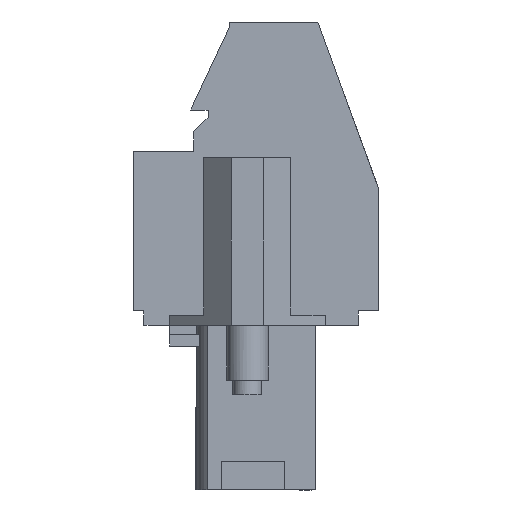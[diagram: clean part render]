
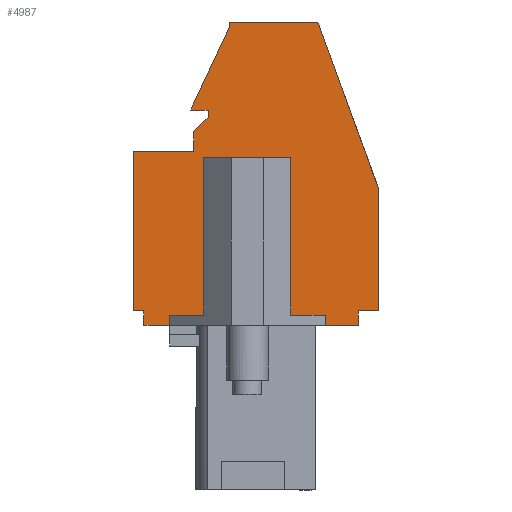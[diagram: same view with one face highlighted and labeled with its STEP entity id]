
A CAD part, left-side view. The second image highlights one B-rep face of the part: STEP entity #4987.
In plain terms, the highlighted planar face has unit normal (-1, 0, 0).
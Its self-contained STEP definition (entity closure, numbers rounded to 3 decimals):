
#1879=AXIS2_PLACEMENT_3D('Plane Axis2P3D',#1876,#1877,#1878) ;
#107=CARTESIAN_POINT('Line Origine',(3.47,1.782,7.95)) ;
#111=CARTESIAN_POINT('Vertex',(3.47,2.58,7.95)) ;
#113=CARTESIAN_POINT('Vertex',(3.47,0.983,7.95)) ;
#148=CARTESIAN_POINT('Vertex',(3.47,10.08,7.95)) ;
#151=CARTESIAN_POINT('Line Origine',(3.47,10.705,7.95)) ;
#155=CARTESIAN_POINT('Vertex',(3.47,11.33,7.95)) ;
#1876=CARTESIAN_POINT('Axis2P3D Location',(3.47,0.,0.)) ;
#4843=CARTESIAN_POINT('Line Origine',(3.47,0.983,8.3)) ;
#4847=CARTESIAN_POINT('Vertex',(3.47,0.983,8.65)) ;
#4850=CARTESIAN_POINT('Line Origine',(3.47,0.492,8.65)) ;
#4854=CARTESIAN_POINT('Vertex',(3.47,0.,8.65)) ;
#4857=CARTESIAN_POINT('Line Origine',(3.47,0.,11.611)) ;
#4861=CARTESIAN_POINT('Vertex',(3.47,0.,14.572)) ;
#4864=CARTESIAN_POINT('Line Origine',(3.47,1.461,18.586)) ;
#4868=CARTESIAN_POINT('Vertex',(3.47,2.922,22.6)) ;
#4871=CARTESIAN_POINT('Line Origine',(3.47,5.052,22.6)) ;
#4875=CARTESIAN_POINT('Vertex',(3.47,7.181,22.6)) ;
#4878=CARTESIAN_POINT('Line Origine',(3.47,7.181,22.5)) ;
#4882=CARTESIAN_POINT('Vertex',(3.47,7.181,22.4)) ;
#4885=CARTESIAN_POINT('Line Origine',(3.47,8.126,20.375)) ;
#4889=CARTESIAN_POINT('Vertex',(3.47,9.07,18.35)) ;
#4892=CARTESIAN_POINT('Line Origine',(3.47,8.65,18.35)) ;
#4896=CARTESIAN_POINT('Vertex',(3.47,8.23,18.35)) ;
#4899=CARTESIAN_POINT('Line Origine',(3.47,8.23,18.175)) ;
#4903=CARTESIAN_POINT('Vertex',(3.47,8.23,18.)) ;
#4906=CARTESIAN_POINT('Line Origine',(3.47,8.58,17.65)) ;
#4910=CARTESIAN_POINT('Vertex',(3.47,8.93,17.3)) ;
#4913=CARTESIAN_POINT('Line Origine',(3.47,8.93,16.825)) ;
#4917=CARTESIAN_POINT('Vertex',(3.47,8.93,16.35)) ;
#4920=CARTESIAN_POINT('Line Origine',(3.47,10.38,16.35)) ;
#4924=CARTESIAN_POINT('Vertex',(3.47,11.83,16.35)) ;
#4927=CARTESIAN_POINT('Line Origine',(3.47,11.83,12.5)) ;
#4931=CARTESIAN_POINT('Vertex',(3.47,11.83,8.65)) ;
#4934=CARTESIAN_POINT('Line Origine',(3.47,11.58,8.65)) ;
#4938=CARTESIAN_POINT('Vertex',(3.47,11.33,8.65)) ;
#4941=CARTESIAN_POINT('Line Origine',(3.47,11.33,8.3)) ;
#4946=CARTESIAN_POINT('Line Origine',(3.47,10.08,8.2)) ;
#4950=CARTESIAN_POINT('Vertex',(3.47,10.08,8.45)) ;
#4953=CARTESIAN_POINT('Line Origine',(3.47,6.33,8.45)) ;
#4957=CARTESIAN_POINT('Vertex',(3.47,2.58,8.45)) ;
#4960=CARTESIAN_POINT('Line Origine',(3.47,2.58,8.2)) ;
#108=DIRECTION('Vector Direction',(0.,-1.,0.)) ;
#152=DIRECTION('Vector Direction',(0.,-1.,0.)) ;
#1877=DIRECTION('Axis2P3D Direction',(-1.,0.,0.)) ;
#1878=DIRECTION('Axis2P3D XDirection',(0.,0.,1.)) ;
#4844=DIRECTION('Vector Direction',(0.,0.,1.)) ;
#4851=DIRECTION('Vector Direction',(0.,-1.,0.)) ;
#4858=DIRECTION('Vector Direction',(0.,0.,1.)) ;
#4865=DIRECTION('Vector Direction',(0.,-0.342,-0.94)) ;
#4872=DIRECTION('Vector Direction',(0.,-1.,0.)) ;
#4879=DIRECTION('Vector Direction',(0.,0.,1.)) ;
#4886=DIRECTION('Vector Direction',(0.,-0.423,0.906)) ;
#4893=DIRECTION('Vector Direction',(0.,1.,0.)) ;
#4900=DIRECTION('Vector Direction',(0.,0.,1.)) ;
#4907=DIRECTION('Vector Direction',(0.,-0.707,0.707)) ;
#4914=DIRECTION('Vector Direction',(0.,0.,1.)) ;
#4921=DIRECTION('Vector Direction',(0.,-1.,0.)) ;
#4928=DIRECTION('Vector Direction',(0.,0.,1.)) ;
#4935=DIRECTION('Vector Direction',(0.,1.,0.)) ;
#4942=DIRECTION('Vector Direction',(0.,0.,-1.)) ;
#4947=DIRECTION('Vector Direction',(0.,0.,1.)) ;
#4954=DIRECTION('Vector Direction',(0.,1.,0.)) ;
#4961=DIRECTION('Vector Direction',(0.,0.,1.)) ;
#109=VECTOR('Line Direction',#108,1.) ;
#153=VECTOR('Line Direction',#152,1.) ;
#4845=VECTOR('Line Direction',#4844,1.) ;
#4852=VECTOR('Line Direction',#4851,1.) ;
#4859=VECTOR('Line Direction',#4858,1.) ;
#4866=VECTOR('Line Direction',#4865,1.) ;
#4873=VECTOR('Line Direction',#4872,1.) ;
#4880=VECTOR('Line Direction',#4879,1.) ;
#4887=VECTOR('Line Direction',#4886,1.) ;
#4894=VECTOR('Line Direction',#4893,1.) ;
#4901=VECTOR('Line Direction',#4900,1.) ;
#4908=VECTOR('Line Direction',#4907,1.) ;
#4915=VECTOR('Line Direction',#4914,1.) ;
#4922=VECTOR('Line Direction',#4921,1.) ;
#4929=VECTOR('Line Direction',#4928,1.) ;
#4936=VECTOR('Line Direction',#4935,1.) ;
#4943=VECTOR('Line Direction',#4942,1.) ;
#4948=VECTOR('Line Direction',#4947,1.) ;
#4955=VECTOR('Line Direction',#4954,1.) ;
#4962=VECTOR('Line Direction',#4961,1.) ;
#4966=ORIENTED_EDGE('',*,*,#115,.T.) ;
#4967=ORIENTED_EDGE('',*,*,#4849,.T.) ;
#4968=ORIENTED_EDGE('',*,*,#4856,.T.) ;
#4969=ORIENTED_EDGE('',*,*,#4863,.T.) ;
#4970=ORIENTED_EDGE('',*,*,#4870,.T.) ;
#4971=ORIENTED_EDGE('',*,*,#4877,.T.) ;
#4972=ORIENTED_EDGE('',*,*,#4884,.T.) ;
#4973=ORIENTED_EDGE('',*,*,#4891,.T.) ;
#4974=ORIENTED_EDGE('',*,*,#4898,.T.) ;
#4975=ORIENTED_EDGE('',*,*,#4905,.T.) ;
#4976=ORIENTED_EDGE('',*,*,#4912,.T.) ;
#4977=ORIENTED_EDGE('',*,*,#4919,.T.) ;
#4978=ORIENTED_EDGE('',*,*,#4926,.T.) ;
#4979=ORIENTED_EDGE('',*,*,#4933,.T.) ;
#4980=ORIENTED_EDGE('',*,*,#4940,.T.) ;
#4981=ORIENTED_EDGE('',*,*,#4945,.T.) ;
#4982=ORIENTED_EDGE('',*,*,#157,.T.) ;
#4983=ORIENTED_EDGE('',*,*,#4952,.T.) ;
#4984=ORIENTED_EDGE('',*,*,#4959,.F.) ;
#4985=ORIENTED_EDGE('',*,*,#4964,.F.) ;
#4987=ADVANCED_FACE('HOUSING',(#4986),#1880,.T.) ;
#115=EDGE_CURVE('',#112,#114,#110,.T.) ;
#157=EDGE_CURVE('',#156,#149,#154,.T.) ;
#4849=EDGE_CURVE('',#114,#4848,#4846,.T.) ;
#4856=EDGE_CURVE('',#4848,#4855,#4853,.T.) ;
#4863=EDGE_CURVE('',#4855,#4862,#4860,.T.) ;
#4870=EDGE_CURVE('',#4862,#4869,#4867,.F.) ;
#4877=EDGE_CURVE('',#4869,#4876,#4874,.F.) ;
#4884=EDGE_CURVE('',#4876,#4883,#4881,.F.) ;
#4891=EDGE_CURVE('',#4883,#4890,#4888,.F.) ;
#4898=EDGE_CURVE('',#4890,#4897,#4895,.F.) ;
#4905=EDGE_CURVE('',#4897,#4904,#4902,.F.) ;
#4912=EDGE_CURVE('',#4904,#4911,#4909,.F.) ;
#4919=EDGE_CURVE('',#4911,#4918,#4916,.F.) ;
#4926=EDGE_CURVE('',#4918,#4925,#4923,.F.) ;
#4933=EDGE_CURVE('',#4925,#4932,#4930,.F.) ;
#4940=EDGE_CURVE('',#4932,#4939,#4937,.F.) ;
#4945=EDGE_CURVE('',#4939,#156,#4944,.T.) ;
#4952=EDGE_CURVE('',#149,#4951,#4949,.T.) ;
#4959=EDGE_CURVE('',#4958,#4951,#4956,.T.) ;
#4964=EDGE_CURVE('',#112,#4958,#4963,.T.) ;
#4965=EDGE_LOOP('',(#4966,#4967,#4968,#4969,#4970,#4971,#4972,#4973,#4974,#4975,#4976,#4977,#4978,#4979,#4980,#4981,#4982,#4983,#4984,#4985)) ;
#4986=FACE_OUTER_BOUND('',#4965,.T.) ;
#110=LINE('Line',#107,#109) ;
#154=LINE('Line',#151,#153) ;
#4846=LINE('Line',#4843,#4845) ;
#4853=LINE('Line',#4850,#4852) ;
#4860=LINE('Line',#4857,#4859) ;
#4867=LINE('Line',#4864,#4866) ;
#4874=LINE('Line',#4871,#4873) ;
#4881=LINE('Line',#4878,#4880) ;
#4888=LINE('Line',#4885,#4887) ;
#4895=LINE('Line',#4892,#4894) ;
#4902=LINE('Line',#4899,#4901) ;
#4909=LINE('Line',#4906,#4908) ;
#4916=LINE('Line',#4913,#4915) ;
#4923=LINE('Line',#4920,#4922) ;
#4930=LINE('Line',#4927,#4929) ;
#4937=LINE('Line',#4934,#4936) ;
#4944=LINE('Line',#4941,#4943) ;
#4949=LINE('Line',#4946,#4948) ;
#4956=LINE('Line',#4953,#4955) ;
#4963=LINE('Line',#4960,#4962) ;
#1880=PLANE('',#1879) ;
#112=VERTEX_POINT('',#111) ;
#114=VERTEX_POINT('',#113) ;
#149=VERTEX_POINT('',#148) ;
#156=VERTEX_POINT('',#155) ;
#4848=VERTEX_POINT('',#4847) ;
#4855=VERTEX_POINT('',#4854) ;
#4862=VERTEX_POINT('',#4861) ;
#4869=VERTEX_POINT('',#4868) ;
#4876=VERTEX_POINT('',#4875) ;
#4883=VERTEX_POINT('',#4882) ;
#4890=VERTEX_POINT('',#4889) ;
#4897=VERTEX_POINT('',#4896) ;
#4904=VERTEX_POINT('',#4903) ;
#4911=VERTEX_POINT('',#4910) ;
#4918=VERTEX_POINT('',#4917) ;
#4925=VERTEX_POINT('',#4924) ;
#4932=VERTEX_POINT('',#4931) ;
#4939=VERTEX_POINT('',#4938) ;
#4951=VERTEX_POINT('',#4950) ;
#4958=VERTEX_POINT('',#4957) ;
